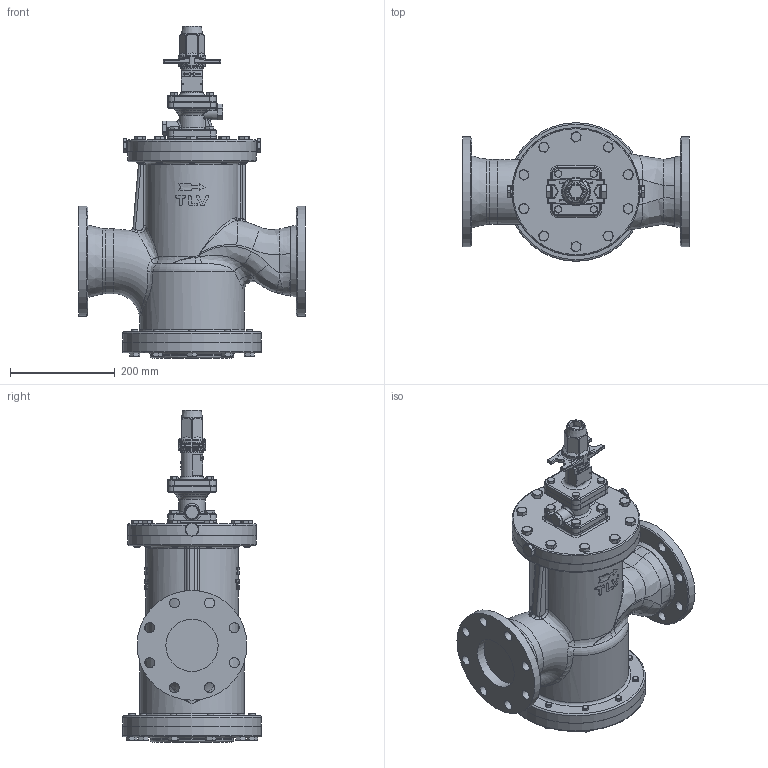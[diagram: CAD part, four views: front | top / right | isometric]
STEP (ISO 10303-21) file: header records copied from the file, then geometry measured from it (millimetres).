
FILE_DESCRIPTION(/* description */ (''),/* implementation_level */ '2;1');
FILE_NAME(/* name */ 'crh16-100-jis10-00.stp',/* time_stamp */ '2024-11-14T15:52:34+09:00',/* author */ ('nakaot'),/* organization */ (''),/* preprocessor_version */ 'ST-DEVELOPER v18.1',/* originating_system */ 'Autodesk Inventor 2022',/* authorisation */ '');
FILE_SCHEMA (('AUTOMOTIVE_DESIGN { 1 0 10303 214 3 1 1 }'));
Products named in the file (1): COSR-16HT 100A 10KFF
Bounding box: 434 x 265 x 635 mm (x, y, z)
Volume: 17965065.6 mm3; surface area: 887275.5 mm2
Topology: 1 solids, 1 shells, 1376 faces, 3501 edges, 2094 vertices
Faces by surface type: plane 472, cylinder 332, cone 280, bspline 180, torus 96, sphere 16
Full cylindrical faces by diameter (mm): 1.6 x2, 8 x4, 8.376 x4, 10 x4, 12 x48, 18 x20, 19 x16, 21.5 x2, 42 x1, 45 x1, 45.5 x1, 52 x1, 82.5 x1, 83 x1, 100 x2, 124 x1, 155 x1, 160 x1, 175 x1, 200 x1, 210 x2, 245 x1, 265 x2
Entity records: 49484 total; most frequent: CARTESIAN_POINT 16198, ORIENTED_EDGE 6950, DIRECTION 6545, EDGE_CURVE 3475, AXIS2_PLACEMENT_3D 2674, VERTEX_POINT 2094, EDGE_LOOP 1577, CIRCLE 1398
